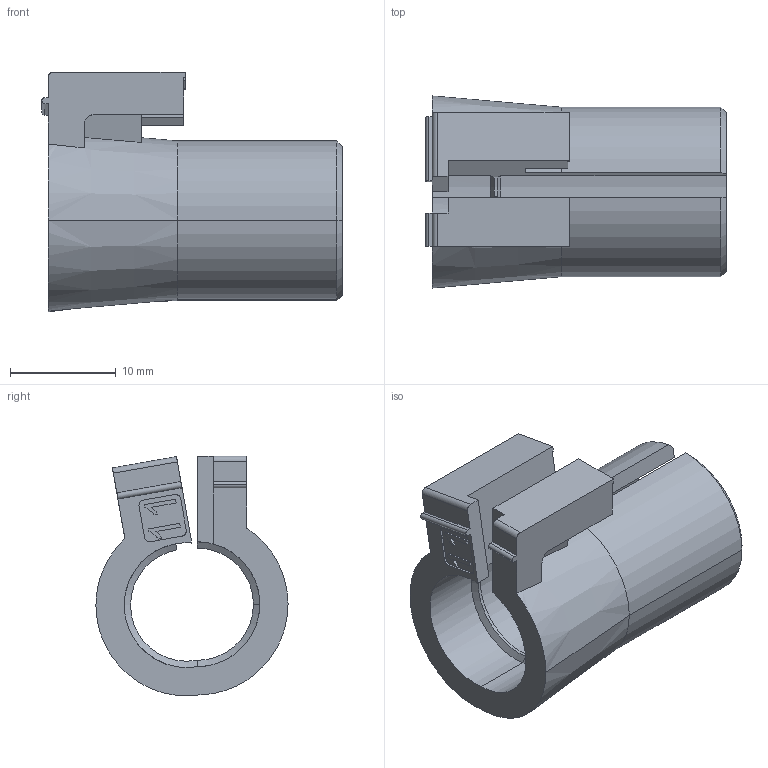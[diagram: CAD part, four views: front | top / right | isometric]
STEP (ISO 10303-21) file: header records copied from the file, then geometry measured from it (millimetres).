
FILE_DESCRIPTION (( 'STEP AP203' ), '1' );
FILE_NAME ('568353.step', '2019-11-21T17:34:40', ( '' ), ( '' ), 'SwSTEP 2.0', 'SolidWorks 2019', '' );
FILE_SCHEMA (( 'CONFIG_CONTROL_DESIGN' ));
Length unit declared in the file: inch
Products named in the file (1): 568353
Bounding box: 28.4 x 18.16 x 22.66 mm (x, y, z)
Volume: 2802.9 mm3; surface area: 3222.5 mm2
Topology: 1 solids, 1 shells, 91 faces, 251 edges, 165 vertices
Faces by surface type: plane 50, cylinder 25, cone 12, bspline 4
Entity records: 3317 total; most frequent: CARTESIAN_POINT 1024, ORIENTED_EDGE 502, DIRECTION 392, EDGE_CURVE 251, VECTOR 166, LINE 166, VERTEX_POINT 165, AXIS2_PLACEMENT_3D 113
